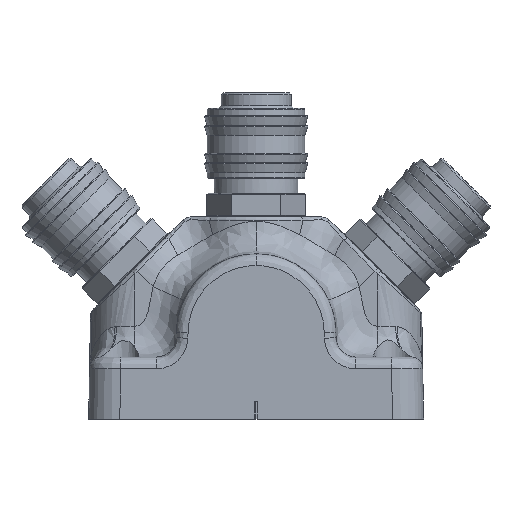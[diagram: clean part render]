
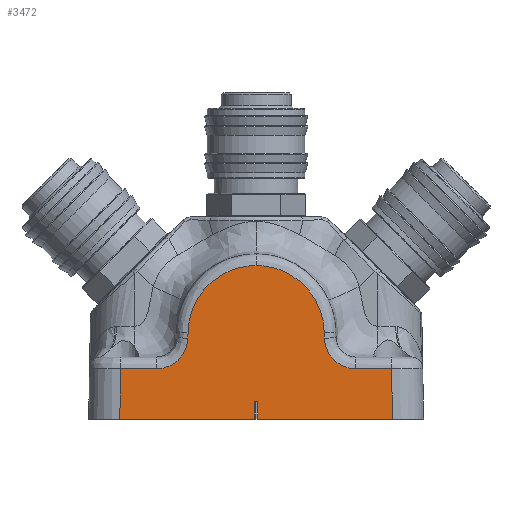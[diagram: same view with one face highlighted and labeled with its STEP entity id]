
A CAD part, front view. The second image highlights one B-rep face of the part: STEP entity #3472.
In plain terms, the highlighted planar face has unit normal (0, -1, 0).
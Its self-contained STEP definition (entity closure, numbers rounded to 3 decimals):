
#114=LINE('',#7086,#264);
#121=LINE('',#7101,#271);
#124=LINE('',#7105,#274);
#131=LINE('',#7183,#281);
#132=LINE('',#7196,#282);
#133=LINE('',#7198,#283);
#134=LINE('',#7199,#284);
#135=LINE('',#7201,#285);
#136=LINE('',#7203,#286);
#137=LINE('',#7205,#287);
#138=LINE('',#7217,#288);
#264=VECTOR('',#4051,4.62);
#271=VECTOR('',#4062,4.62);
#274=VECTOR('',#4067,0.8);
#281=VECTOR('',#4078,1.445);
#282=VECTOR('',#4079,9.276);
#283=VECTOR('',#4080,13.002);
#284=VECTOR('',#4081,34.624);
#285=VECTOR('',#4082,34.624);
#286=VECTOR('',#4083,13.002);
#287=VECTOR('',#4084,9.276);
#288=VECTOR('',#4085,1.445);
#518=B_SPLINE_CURVE_WITH_KNOTS('',3,(#7157,#7158,#7159,#7160,#7161,#7162,
#7163,#7164,#7165,#7166,#7167,#7168),.UNSPECIFIED.,.F.,.F.,(4,2,2,2,2,4),
(0.,1.182,10.528,18.008,23.549,
27.013),.UNSPECIFIED.);
#519=B_SPLINE_CURVE_WITH_KNOTS('',3,(#7170,#7171,#7172,#7173,#7174,#7175,
#7176,#7177,#7178,#7179,#7180,#7181),.UNSPECIFIED.,.F.,.F.,(4,2,2,2,2,4),
(0.,1.182,10.528,18.008,23.549,
27.013),.UNSPECIFIED.);
#520=B_SPLINE_CURVE_WITH_KNOTS('',3,(#7185,#7186,#7187,#7188,#7189,#7190,
#7191,#7192,#7193,#7194),.UNSPECIFIED.,.F.,.F.,(4,2,2,2,4),(0.,4.179,
8.232,10.765,12.348),.UNSPECIFIED.);
#521=B_SPLINE_CURVE_WITH_KNOTS('',3,(#7207,#7208,#7209,#7210,#7211,#7212,
#7213,#7214,#7215,#7216),.UNSPECIFIED.,.F.,.F.,(4,2,2,2,4),(0.,4.179,
8.232,10.765,12.348),.UNSPECIFIED.);
#697=PLANE('',#3710);
#856=FACE_OUTER_BOUND('',#1087,.T.);
#1087=EDGE_LOOP('',(#2415,#2416,#2417,#2418,#2419,#2420,#2421,#2422,#2423,
#2424,#2425,#2426,#2427,#2428,#2429));
#1521=VERTEX_POINT('',#7084);
#1522=VERTEX_POINT('',#7085);
#1527=VERTEX_POINT('',#7099);
#1528=VERTEX_POINT('',#7100);
#1536=VERTEX_POINT('',#7155);
#1537=VERTEX_POINT('',#7156);
#1538=VERTEX_POINT('',#7169);
#1539=VERTEX_POINT('',#7182);
#1540=VERTEX_POINT('',#7184);
#1541=VERTEX_POINT('',#7195);
#1542=VERTEX_POINT('',#7197);
#1543=VERTEX_POINT('',#7200);
#1544=VERTEX_POINT('',#7202);
#1545=VERTEX_POINT('',#7204);
#1546=VERTEX_POINT('',#7206);
#1863=EDGE_CURVE('',#1521,#1522,#114,.T.);
#1870=EDGE_CURVE('',#1527,#1528,#121,.T.);
#1873=EDGE_CURVE('',#1522,#1527,#124,.T.);
#1883=EDGE_CURVE('',#1536,#1537,#518,.T.);
#1884=EDGE_CURVE('',#1538,#1537,#519,.T.);
#1885=EDGE_CURVE('',#1539,#1538,#131,.T.);
#1886=EDGE_CURVE('',#1540,#1539,#520,.T.);
#1887=EDGE_CURVE('',#1541,#1540,#132,.T.);
#1888=EDGE_CURVE('',#1542,#1541,#133,.T.);
#1889=EDGE_CURVE('',#1542,#1521,#134,.T.);
#1890=EDGE_CURVE('',#1543,#1528,#135,.T.);
#1891=EDGE_CURVE('',#1543,#1544,#136,.T.);
#1892=EDGE_CURVE('',#1544,#1545,#137,.T.);
#1893=EDGE_CURVE('',#1545,#1546,#521,.T.);
#1894=EDGE_CURVE('',#1546,#1536,#138,.T.);
#2415=ORIENTED_EDGE('',*,*,#1883,.T.);
#2416=ORIENTED_EDGE('',*,*,#1884,.F.);
#2417=ORIENTED_EDGE('',*,*,#1885,.F.);
#2418=ORIENTED_EDGE('',*,*,#1886,.F.);
#2419=ORIENTED_EDGE('',*,*,#1887,.F.);
#2420=ORIENTED_EDGE('',*,*,#1888,.F.);
#2421=ORIENTED_EDGE('',*,*,#1889,.T.);
#2422=ORIENTED_EDGE('',*,*,#1863,.T.);
#2423=ORIENTED_EDGE('',*,*,#1873,.T.);
#2424=ORIENTED_EDGE('',*,*,#1870,.T.);
#2425=ORIENTED_EDGE('',*,*,#1890,.F.);
#2426=ORIENTED_EDGE('',*,*,#1891,.T.);
#2427=ORIENTED_EDGE('',*,*,#1892,.T.);
#2428=ORIENTED_EDGE('',*,*,#1893,.T.);
#2429=ORIENTED_EDGE('',*,*,#1894,.T.);
#3472=ADVANCED_FACE('',(#856),#697,.T.);
#3710=AXIS2_PLACEMENT_3D('',#7154,#4076,#4077);
#4051=DIRECTION('',(0.,0.,1.));
#4062=DIRECTION('',(0.,0.,-1.));
#4067=DIRECTION('',(1.,0.,0.));
#4076=DIRECTION('center_axis',(0.,-1.,0.));
#4077=DIRECTION('ref_axis',(-1.,0.,0.));
#4078=DIRECTION('',(0.017,0.,1.));
#4079=DIRECTION('',(1.,0.,0.));
#4080=DIRECTION('',(0.017,0.,1.));
#4081=DIRECTION('',(1.,0.,0.));
#4082=DIRECTION('',(-1.,0.,0.));
#4083=DIRECTION('',(-0.017,0.,1.));
#4084=DIRECTION('',(-1.,0.,0.));
#4085=DIRECTION('',(-0.017,0.,1.));
#7084=CARTESIAN_POINT('',(-0.4,-30.025,0.));
#7085=CARTESIAN_POINT('',(-0.4,-30.025,4.62));
#7086=CARTESIAN_POINT('',(-0.4,-30.025,8.092));
#7099=CARTESIAN_POINT('',(0.4,-30.025,4.62));
#7100=CARTESIAN_POINT('',(0.4,-30.025,0.));
#7101=CARTESIAN_POINT('',(0.4,-30.025,8.092));
#7105=CARTESIAN_POINT('',(-8.792,-30.025,4.62));
#7154=CARTESIAN_POINT('Origin',(17.585,-30.025,16.184));
#7155=CARTESIAN_POINT('',(17.497,-30.025,22.305));
#7156=CARTESIAN_POINT('',(0.,-30.025,39.5));
#7157=CARTESIAN_POINT('Ctrl Pts',(17.497,-30.025,22.305));
#7158=CARTESIAN_POINT('Ctrl Pts',(17.49,-30.025,22.699));
#7159=CARTESIAN_POINT('Ctrl Pts',(17.47,-30.025,23.094));
#7160=CARTESIAN_POINT('Ctrl Pts',(17.17,-30.025,26.609));
#7161=CARTESIAN_POINT('Ctrl Pts',(16.047,-30.025,29.654));
#7162=CARTESIAN_POINT('Ctrl Pts',(12.746,-30.025,34.253));
#7163=CARTESIAN_POINT('Ctrl Pts',(10.844,-30.025,35.962));
#7164=CARTESIAN_POINT('Ctrl Pts',(7.042,-30.025,38.129));
#7165=CARTESIAN_POINT('Ctrl Pts',(5.291,-30.025,38.784));
#7166=CARTESIAN_POINT('Ctrl Pts',(2.32,-30.025,39.385));
#7167=CARTESIAN_POINT('Ctrl Pts',(1.154,-30.025,39.5));
#7168=CARTESIAN_POINT('Ctrl Pts',(0.,-30.025,39.5));
#7169=CARTESIAN_POINT('',(-17.497,-30.025,22.305));
#7170=CARTESIAN_POINT('Ctrl Pts',(-17.497,-30.025,22.305));
#7171=CARTESIAN_POINT('Ctrl Pts',(-17.49,-30.025,22.699));
#7172=CARTESIAN_POINT('Ctrl Pts',(-17.47,-30.025,23.094));
#7173=CARTESIAN_POINT('Ctrl Pts',(-17.17,-30.025,26.609));
#7174=CARTESIAN_POINT('Ctrl Pts',(-16.047,-30.025,29.654));
#7175=CARTESIAN_POINT('Ctrl Pts',(-12.746,-30.025,34.253));
#7176=CARTESIAN_POINT('Ctrl Pts',(-10.844,-30.025,35.962));
#7177=CARTESIAN_POINT('Ctrl Pts',(-7.042,-30.025,38.129));
#7178=CARTESIAN_POINT('Ctrl Pts',(-5.291,-30.025,38.784));
#7179=CARTESIAN_POINT('Ctrl Pts',(-2.32,-30.025,39.385));
#7180=CARTESIAN_POINT('Ctrl Pts',(-1.154,-30.025,39.5));
#7181=CARTESIAN_POINT('Ctrl Pts',(0.,-30.025,39.5));
#7182=CARTESIAN_POINT('',(-17.523,-30.025,20.86));
#7183=CARTESIAN_POINT('',(-17.557,-30.025,18.884));
#7184=CARTESIAN_POINT('',(-25.521,-30.025,13.));
#7185=CARTESIAN_POINT('Ctrl Pts',(-25.521,-30.025,13.));
#7186=CARTESIAN_POINT('Ctrl Pts',(-24.128,-30.025,13.));
#7187=CARTESIAN_POINT('Ctrl Pts',(-22.724,-30.025,13.374));
#7188=CARTESIAN_POINT('Ctrl Pts',(-20.329,-30.025,14.764));
#7189=CARTESIAN_POINT('Ctrl Pts',(-19.334,-30.025,15.749));
#7190=CARTESIAN_POINT('Ctrl Pts',(-18.205,-30.025,17.654));
#7191=CARTESIAN_POINT('Ctrl Pts',(-17.892,-30.025,18.449));
#7192=CARTESIAN_POINT('Ctrl Pts',(-17.594,-30.025,19.801));
#7193=CARTESIAN_POINT('Ctrl Pts',(-17.532,-30.025,20.333));
#7194=CARTESIAN_POINT('Ctrl Pts',(-17.523,-30.025,20.86));
#7195=CARTESIAN_POINT('',(-34.797,-30.025,13.));
#7196=CARTESIAN_POINT('',(-25.859,-30.025,13.));
#7197=CARTESIAN_POINT('',(-35.024,-30.025,0.));
#7198=CARTESIAN_POINT('',(-35.178,-30.025,-8.828));
#7199=CARTESIAN_POINT('',(-8.75,-30.025,0.));
#7200=CARTESIAN_POINT('',(35.024,-30.025,0.));
#7201=CARTESIAN_POINT('',(8.75,-30.025,0.));
#7202=CARTESIAN_POINT('',(34.797,-30.025,13.));
#7203=CARTESIAN_POINT('',(35.178,-30.025,-8.828));
#7204=CARTESIAN_POINT('',(25.521,-30.025,13.));
#7205=CARTESIAN_POINT('',(25.859,-30.025,13.));
#7206=CARTESIAN_POINT('',(17.523,-30.025,20.86));
#7207=CARTESIAN_POINT('Ctrl Pts',(25.521,-30.025,13.));
#7208=CARTESIAN_POINT('Ctrl Pts',(24.128,-30.025,13.));
#7209=CARTESIAN_POINT('Ctrl Pts',(22.724,-30.025,13.374));
#7210=CARTESIAN_POINT('Ctrl Pts',(20.329,-30.025,14.764));
#7211=CARTESIAN_POINT('Ctrl Pts',(19.334,-30.025,15.749));
#7212=CARTESIAN_POINT('Ctrl Pts',(18.205,-30.025,17.654));
#7213=CARTESIAN_POINT('Ctrl Pts',(17.892,-30.025,18.449));
#7214=CARTESIAN_POINT('Ctrl Pts',(17.594,-30.025,19.801));
#7215=CARTESIAN_POINT('Ctrl Pts',(17.532,-30.025,20.333));
#7216=CARTESIAN_POINT('Ctrl Pts',(17.523,-30.025,20.86));
#7217=CARTESIAN_POINT('',(17.557,-30.025,18.884));
